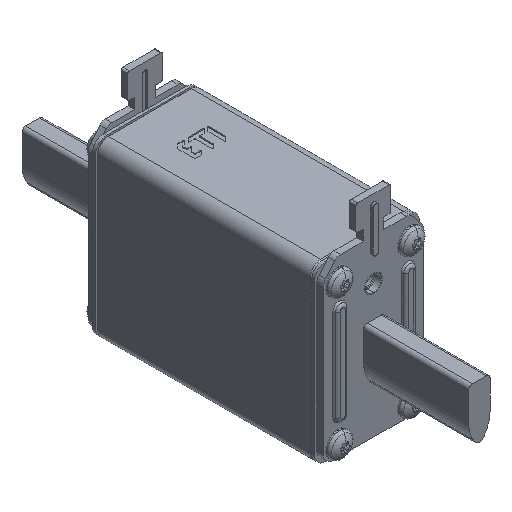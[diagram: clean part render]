
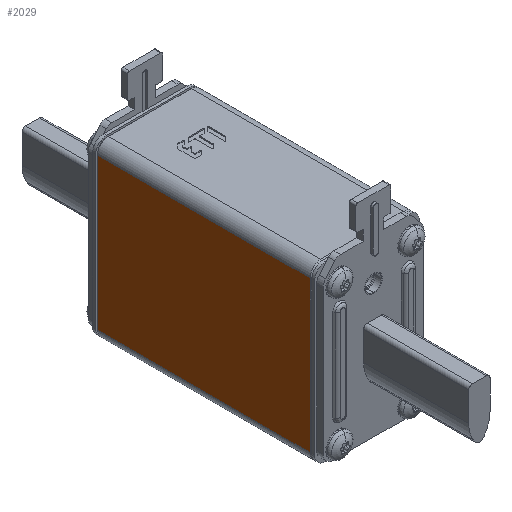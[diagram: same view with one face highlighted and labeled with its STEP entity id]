
A CAD part, isometric view. The second image highlights one B-rep face of the part: STEP entity #2029.
In plain terms, the highlighted face is planar.
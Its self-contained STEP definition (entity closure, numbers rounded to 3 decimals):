
#131=DIRECTION('',(0.,-1.,0.));
#132=VECTOR('',#131,42.);
#133=CARTESIAN_POINT('',(29.5,21.,-14.5));
#134=LINE('',#133,#132);
#139=DIRECTION('',(0.,1.,0.));
#140=VECTOR('',#139,42.);
#141=CARTESIAN_POINT('',(-29.5,-21.,-14.5));
#142=LINE('',#141,#140);
#168=DIRECTION('',(-1.,0.,0.));
#169=VECTOR('',#168,59.);
#170=CARTESIAN_POINT('',(29.5,-21.,-14.5));
#171=LINE('',#170,#169);
#234=DIRECTION('',(1.,0.,0.));
#235=VECTOR('',#234,59.);
#236=CARTESIAN_POINT('',(-29.5,21.,-14.5));
#237=LINE('',#236,#235);
#1746=CARTESIAN_POINT('',(29.5,21.,-14.5));
#1747=VERTEX_POINT('',#1746);
#1750=CARTESIAN_POINT('',(29.5,-21.,-14.5));
#1751=VERTEX_POINT('',#1750);
#1778=CARTESIAN_POINT('',(-29.5,-21.,-14.5));
#1779=VERTEX_POINT('',#1778);
#1782=CARTESIAN_POINT('',(-29.5,21.,-14.5));
#1783=VERTEX_POINT('',#1782);
#2014=CARTESIAN_POINT('',(0.,0.,-14.5));
#2015=DIRECTION('',(0.,0.,1.));
#2016=DIRECTION('',(1.,0.,0.));
#2017=AXIS2_PLACEMENT_3D('',#2014,#2015,#2016);
#2018=PLANE('',#2017);
#2020=ORIENTED_EDGE('',*,*,#2019,.F.);
#2022=ORIENTED_EDGE('',*,*,#2021,.F.);
#2024=ORIENTED_EDGE('',*,*,#2023,.F.);
#2026=ORIENTED_EDGE('',*,*,#2025,.F.);
#2027=EDGE_LOOP('',(#2020,#2022,#2024,#2026));
#2028=FACE_OUTER_BOUND('',#2027,.F.);
#2019=EDGE_CURVE('',#1747,#1751,#134,.T.);
#2021=EDGE_CURVE('',#1783,#1747,#237,.T.);
#2023=EDGE_CURVE('',#1779,#1783,#142,.T.);
#2025=EDGE_CURVE('',#1751,#1779,#171,.T.);
#2029=ADVANCED_FACE('',(#2028),#2018,.F.);
